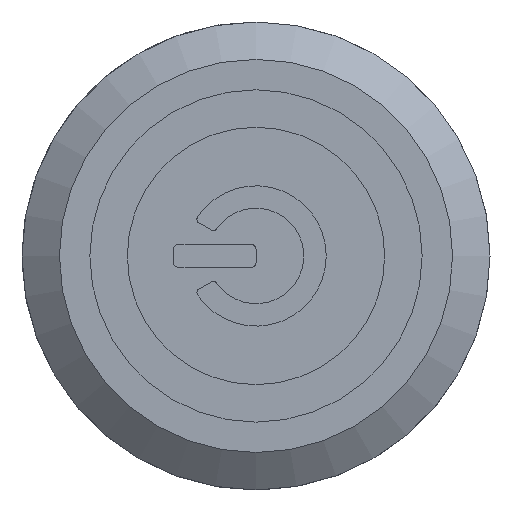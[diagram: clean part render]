
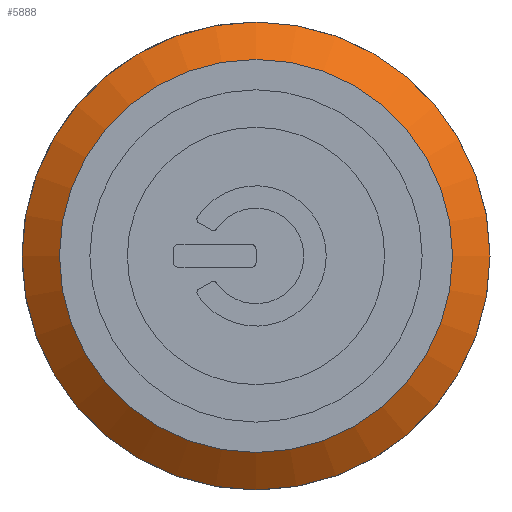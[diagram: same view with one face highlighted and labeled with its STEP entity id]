
A CAD part, top view. The second image highlights one B-rep face of the part: STEP entity #5888.
In plain terms, the highlighted conical face has half-angle 53.13 degrees and reference radius 11.5 mm.
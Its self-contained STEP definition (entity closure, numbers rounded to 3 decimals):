
#16=CONICAL_SURFACE('',#6325,11.5,0.927);
#835=LINE('',#10098,#1426);
#1426=VECTOR('',#7759,11.5);
#1721=FACE_OUTER_BOUND('',#2059,.T.);
#2059=EDGE_LOOP('',(#5358,#5359,#5360,#5361,#5362,#5363));
#2230=CIRCLE('',#6323,12.5);
#2231=CIRCLE('',#6324,12.5);
#2232=CIRCLE('',#6326,10.5);
#2233=CIRCLE('',#6327,10.5);
#2803=VERTEX_POINT('',#10088);
#2804=VERTEX_POINT('',#10089);
#2805=VERTEX_POINT('',#10094);
#2806=VERTEX_POINT('',#10095);
#3658=EDGE_CURVE('',#2803,#2804,#2230,.T.);
#3659=EDGE_CURVE('',#2804,#2803,#2231,.T.);
#3661=EDGE_CURVE('',#2805,#2806,#2232,.T.);
#3662=EDGE_CURVE('',#2806,#2805,#2233,.T.);
#3663=EDGE_CURVE('',#2806,#2804,#835,.T.);
#5358=ORIENTED_EDGE('',*,*,#3661,.F.);
#5359=ORIENTED_EDGE('',*,*,#3662,.F.);
#5360=ORIENTED_EDGE('',*,*,#3663,.T.);
#5361=ORIENTED_EDGE('',*,*,#3659,.T.);
#5362=ORIENTED_EDGE('',*,*,#3658,.T.);
#5363=ORIENTED_EDGE('',*,*,#3663,.F.);
#5888=ADVANCED_FACE('',(#1721),#16,.T.);
#6323=AXIS2_PLACEMENT_3D('',#10090,#7748,#7749);
#6324=AXIS2_PLACEMENT_3D('',#10091,#7750,#7751);
#6325=AXIS2_PLACEMENT_3D('',#10093,#7753,#7754);
#6326=AXIS2_PLACEMENT_3D('',#10096,#7755,#7756);
#6327=AXIS2_PLACEMENT_3D('',#10097,#7757,#7758);
#7748=DIRECTION('center_axis',(0.,0.,1.));
#7749=DIRECTION('ref_axis',(0.,-1.,0.));
#7750=DIRECTION('center_axis',(0.,0.,1.));
#7751=DIRECTION('ref_axis',(0.,-1.,0.));
#7753=DIRECTION('center_axis',(0.,0.,-1.));
#7754=DIRECTION('ref_axis',(0.,-1.,0.));
#7755=DIRECTION('center_axis',(0.,0.,1.));
#7756=DIRECTION('ref_axis',(0.,-1.,0.));
#7757=DIRECTION('center_axis',(0.,0.,1.));
#7758=DIRECTION('ref_axis',(0.,-1.,0.));
#7759=DIRECTION('',(0.,0.8,-0.6));
#10088=CARTESIAN_POINT('',(0.,-12.5,0.5));
#10089=CARTESIAN_POINT('',(0.,12.5,0.5));
#10090=CARTESIAN_POINT('Origin',(0.,0.,0.5));
#10091=CARTESIAN_POINT('Origin',(0.,0.,0.5));
#10093=CARTESIAN_POINT('Origin',(0.,0.,1.25));
#10094=CARTESIAN_POINT('',(0.,-10.5,2.));
#10095=CARTESIAN_POINT('',(0.,10.5,2.));
#10096=CARTESIAN_POINT('Origin',(0.,0.,2.));
#10097=CARTESIAN_POINT('Origin',(0.,0.,2.));
#10098=CARTESIAN_POINT('',(0.,11.5,1.25));
